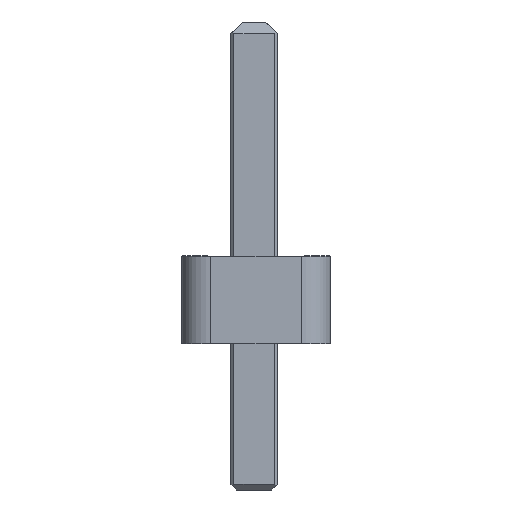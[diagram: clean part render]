
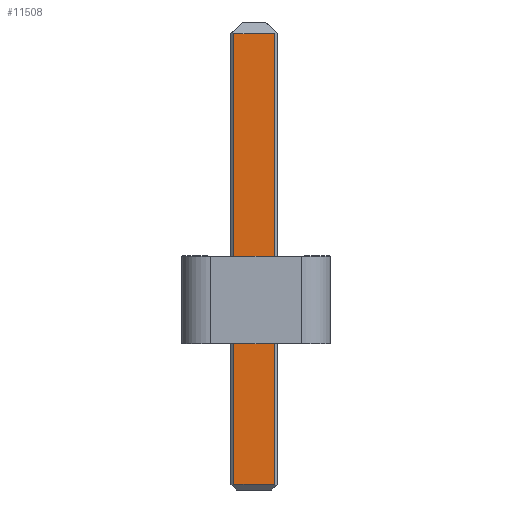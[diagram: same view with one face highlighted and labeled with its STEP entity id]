
A CAD part, left-side view. The second image highlights one B-rep face of the part: STEP entity #11508.
In plain terms, the highlighted planar face has unit normal (-1, 0, 0).
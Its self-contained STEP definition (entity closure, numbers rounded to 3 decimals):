
#944=FACE_OUTER_BOUND('',#1590,.T.);
#1590=EDGE_LOOP('',(#10233,#10234,#10235,#10236));
#2962=LINE('',#18469,#4406);
#2990=LINE('',#18524,#4434);
#2996=LINE('',#18537,#4440);
#3002=LINE('',#18548,#4446);
#4406=VECTOR('',#15204,10.);
#4434=VECTOR('',#15246,10.);
#4440=VECTOR('',#15258,10.);
#4446=VECTOR('',#15268,10.);
#5502=VERTEX_POINT('',#18466);
#5503=VERTEX_POINT('',#18468);
#5523=VERTEX_POINT('',#18522);
#5527=VERTEX_POINT('',#18536);
#7066=EDGE_CURVE('',#5502,#5503,#2962,.T.);
#7094=EDGE_CURVE('',#5523,#5502,#2990,.T.);
#7100=EDGE_CURVE('',#5503,#5527,#2996,.T.);
#7106=EDGE_CURVE('',#5527,#5523,#3002,.T.);
#10233=ORIENTED_EDGE('',*,*,#7066,.F.);
#10234=ORIENTED_EDGE('',*,*,#7094,.F.);
#10235=ORIENTED_EDGE('',*,*,#7106,.F.);
#10236=ORIENTED_EDGE('',*,*,#7100,.F.);
#10881=PLANE('',#12339);
#11508=ADVANCED_FACE('',(#944),#10881,.T.);
#12339=AXIS2_PLACEMENT_3D('',#18552,#15271,#15272);
#15204=DIRECTION('',(0.,1.,0.));
#15246=DIRECTION('',(0.,0.,-1.));
#15258=DIRECTION('',(0.,0.,1.));
#15268=DIRECTION('',(0.,-1.,0.));
#15271=DIRECTION('center_axis',(-1.,0.,0.));
#15272=DIRECTION('ref_axis',(0.,0.,1.));
#18466=CARTESIAN_POINT('',(-23.23,-0.32,-2.4));
#18468=CARTESIAN_POINT('',(-23.23,0.38,-2.4));
#18469=CARTESIAN_POINT('',(-23.23,-0.32,-2.4));
#18522=CARTESIAN_POINT('',(-23.23,-0.32,5.3));
#18524=CARTESIAN_POINT('',(-23.23,-0.32,5.3));
#18536=CARTESIAN_POINT('',(-23.23,0.38,5.3));
#18537=CARTESIAN_POINT('',(-23.23,0.38,-2.4));
#18548=CARTESIAN_POINT('',(-23.23,0.38,5.3));
#18552=CARTESIAN_POINT('Origin',(-23.23,0.03,-2.41));
